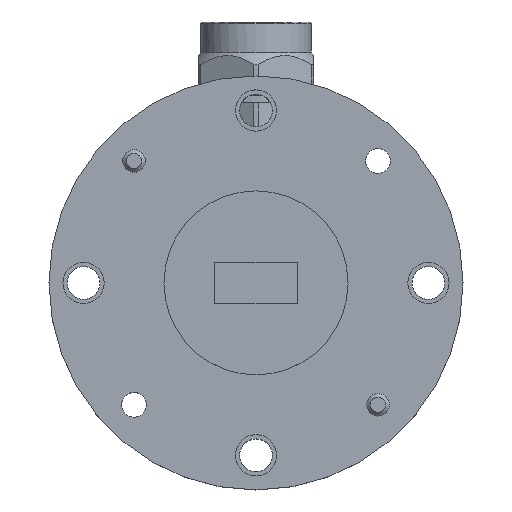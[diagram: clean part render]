
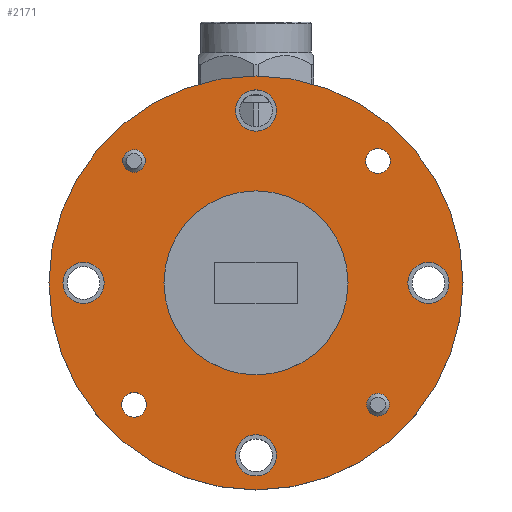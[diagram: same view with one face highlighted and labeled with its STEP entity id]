
A CAD part, top view. The second image highlights one B-rep face of the part: STEP entity #2171.
In plain terms, the highlighted planar face has unit normal (0, 0, 1).
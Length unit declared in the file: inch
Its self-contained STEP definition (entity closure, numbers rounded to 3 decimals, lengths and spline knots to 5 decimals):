
#89 = DIRECTION ( 'NONE',  ( 0., 0., 1. ) ) ;
#95 = EDGE_CURVE ( 'NONE', #3817, #3817, #2507, .T. ) ;
#98 = FACE_BOUND ( 'NONE', #630, .T. ) ;
#144 = FACE_OUTER_BOUND ( 'NONE', #2201, .T. ) ;
#190 = FACE_BOUND ( 'NONE', #1295, .T. ) ;
#207 = EDGE_LOOP ( 'NONE', ( #1419 ) ) ;
#246 = AXIS2_PLACEMENT_3D ( 'NONE', #1020, #714, #2712 ) ;
#279 = CIRCLE ( 'NONE', #931, 0.0335 ) ;
#359 = DIRECTION ( 'NONE',  ( 1., 0., 0. ) ) ;
#400 = ORIENTED_EDGE ( 'NONE', *, *, #861, .T. ) ;
#490 = EDGE_CURVE ( 'NONE', #2154, #2154, #2780, .T. ) ;
#543 = DIRECTION ( 'NONE',  ( 0., 0., 1. ) ) ;
#630 = EDGE_LOOP ( 'NONE', ( #1164 ) ) ;
#678 = AXIS2_PLACEMENT_3D ( 'NONE', #2888, #860, #2246 ) ;
#714 = DIRECTION ( 'NONE',  ( 0., 0., 1. ) ) ;
#717 = ORIENTED_EDGE ( 'NONE', *, *, #3153, .F. ) ;
#860 = DIRECTION ( 'NONE',  ( 0., 0., 1. ) ) ;
#861 = EDGE_CURVE ( 'NONE', #1937, #1937, #2146, .T. ) ;
#906 = EDGE_CURVE ( 'NONE', #1245, #1245, #2610, .T. ) ;
#931 = AXIS2_PLACEMENT_3D ( 'NONE', #3883, #1870, #1561 ) ;
#937 = EDGE_LOOP ( 'NONE', ( #717 ) ) ;
#1020 = CARTESIAN_POINT ( 'NONE',  ( 0., -0.4685, 0. ) ) ;
#1046 = CARTESIAN_POINT ( 'NONE',  ( -0.4685, 0., 0. ) ) ;
#1051 = FACE_BOUND ( 'NONE', #1866, .T. ) ;
#1111 = FACE_BOUND ( 'NONE', #207, .T. ) ;
#1143 = DIRECTION ( 'NONE',  ( 1., 0., 0. ) ) ;
#1164 = ORIENTED_EDGE ( 'NONE', *, *, #1815, .F. ) ;
#1176 = CARTESIAN_POINT ( 'NONE',  ( 0.25, 0., 0. ) ) ;
#1207 = CIRCLE ( 'NONE', #2639, 0.056 ) ;
#1245 = VERTEX_POINT ( 'NONE', #2475 ) ;
#1284 = CARTESIAN_POINT ( 'NONE',  ( 0.33128, -0.33128, 0. ) ) ;
#1295 = EDGE_LOOP ( 'NONE', ( #2734 ) ) ;
#1316 = DIRECTION ( 'NONE',  ( 1., 0., 0. ) ) ;
#1360 = EDGE_LOOP ( 'NONE', ( #1843 ) ) ;
#1419 = ORIENTED_EDGE ( 'NONE', *, *, #2770, .F. ) ;
#1440 = DIRECTION ( 'NONE',  ( 0., 0., 1. ) ) ;
#1473 = AXIS2_PLACEMENT_3D ( 'NONE', #1284, #3620, #3914 ) ;
#1486 = FACE_BOUND ( 'NONE', #2761, .T. ) ;
#1561 = DIRECTION ( 'NONE',  ( 1., 0., 0. ) ) ;
#1583 = FACE_BOUND ( 'NONE', #2961, .T. ) ;
#1722 = DIRECTION ( 'NONE',  ( 0., 0., 1. ) ) ;
#1747 = DIRECTION ( 'NONE',  ( 1., 0., 0. ) ) ;
#1800 = CIRCLE ( 'NONE', #2026, 0.25 ) ;
#1801 = ORIENTED_EDGE ( 'NONE', *, *, #2083, .F. ) ;
#1815 = EDGE_CURVE ( 'NONE', #1989, #1989, #2553, .T. ) ;
#1843 = ORIENTED_EDGE ( 'NONE', *, *, #95, .F. ) ;
#1865 = CARTESIAN_POINT ( 'NONE',  ( -0.30053, 0.33128, 0. ) ) ;
#1866 = EDGE_LOOP ( 'NONE', ( #2909 ) ) ;
#1870 = DIRECTION ( 'NONE',  ( 0., 0., 1. ) ) ;
#1898 = DIRECTION ( 'NONE',  ( 1., 0., 0. ) ) ;
#1934 = CARTESIAN_POINT ( 'NONE',  ( 0., 0., 0. ) ) ;
#1937 = VERTEX_POINT ( 'NONE', #3824 ) ;
#1989 = VERTEX_POINT ( 'NONE', #1865 ) ;
#2010 = DIRECTION ( 'NONE',  ( 1., 0., 0. ) ) ;
#2026 = AXIS2_PLACEMENT_3D ( 'NONE', #1934, #3358, #2010 ) ;
#2083 = EDGE_CURVE ( 'NONE', #3702, #3702, #2901, .T. ) ;
#2120 = FACE_BOUND ( 'NONE', #937, .T. ) ;
#2146 = CIRCLE ( 'NONE', #2776, 0.5625 ) ;
#2154 = VERTEX_POINT ( 'NONE', #2193 ) ;
#2171 = ADVANCED_FACE ( 'NONE', ( #2636, #98, #2579, #1583, #1111, #1486, #1051, #190, #2120, #144 ), #3438, .T. ) ;
#2180 = CARTESIAN_POINT ( 'NONE',  ( 0.36478, 0.33128, 0. ) ) ;
#2193 = CARTESIAN_POINT ( 'NONE',  ( 0.5245, 0., 0. ) ) ;
#2201 = EDGE_LOOP ( 'NONE', ( #400 ) ) ;
#2246 = DIRECTION ( 'NONE',  ( 1., 0., 0. ) ) ;
#2420 = CIRCLE ( 'NONE', #2790, 0.0335 ) ;
#2475 = CARTESIAN_POINT ( 'NONE',  ( 0.056, 0.4685, 0. ) ) ;
#2507 = CIRCLE ( 'NONE', #1473, 0.03075 ) ;
#2553 = CIRCLE ( 'NONE', #678, 0.03075 ) ;
#2579 = FACE_BOUND ( 'NONE', #3724, .T. ) ;
#2610 = CIRCLE ( 'NONE', #3344, 0.056 ) ;
#2636 = FACE_BOUND ( 'NONE', #1360, .T. ) ;
#2639 = AXIS2_PLACEMENT_3D ( 'NONE', #1046, #3411, #359 ) ;
#2665 = VERTEX_POINT ( 'NONE', #4166 ) ;
#2670 = CARTESIAN_POINT ( 'NONE',  ( 0.4685, 0., 0. ) ) ;
#2712 = DIRECTION ( 'NONE',  ( 1., 0., 0. ) ) ;
#2734 = ORIENTED_EDGE ( 'NONE', *, *, #2976, .F. ) ;
#2761 = EDGE_LOOP ( 'NONE', ( #3065 ) ) ;
#2770 = EDGE_CURVE ( 'NONE', #3454, #3454, #1207, .T. ) ;
#2776 = AXIS2_PLACEMENT_3D ( 'NONE', #3710, #1722, #4056 ) ;
#2780 = CIRCLE ( 'NONE', #2810, 0.056 ) ;
#2790 = AXIS2_PLACEMENT_3D ( 'NONE', #2891, #543, #1898 ) ;
#2810 = AXIS2_PLACEMENT_3D ( 'NONE', #2670, #3318, #1316 ) ;
#2832 = CARTESIAN_POINT ( 'NONE',  ( -0.4125, 0., 0. ) ) ;
#2888 = CARTESIAN_POINT ( 'NONE',  ( -0.33128, 0.33128, 0. ) ) ;
#2891 = CARTESIAN_POINT ( 'NONE',  ( -0.33128, -0.33128, 0. ) ) ;
#2901 = CIRCLE ( 'NONE', #246, 0.056 ) ;
#2909 = ORIENTED_EDGE ( 'NONE', *, *, #4162, .F. ) ;
#2961 = EDGE_LOOP ( 'NONE', ( #1801 ) ) ;
#2976 = EDGE_CURVE ( 'NONE', #2665, #2665, #2420, .T. ) ;
#3036 = VERTEX_POINT ( 'NONE', #1176 ) ;
#3042 = CARTESIAN_POINT ( 'NONE',  ( 0.36203, -0.33128, 0. ) ) ;
#3065 = ORIENTED_EDGE ( 'NONE', *, *, #490, .F. ) ;
#3153 = EDGE_CURVE ( 'NONE', #3036, #3036, #1800, .T. ) ;
#3318 = DIRECTION ( 'NONE',  ( 0., 0., 1. ) ) ;
#3344 = AXIS2_PLACEMENT_3D ( 'NONE', #3446, #89, #1143 ) ;
#3358 = DIRECTION ( 'NONE',  ( 0., 0., 1. ) ) ;
#3411 = DIRECTION ( 'NONE',  ( 0., 0., 1. ) ) ;
#3438 = PLANE ( 'NONE',  #3991 ) ;
#3446 = CARTESIAN_POINT ( 'NONE',  ( 0., 0.4685, 0. ) ) ;
#3454 = VERTEX_POINT ( 'NONE', #2832 ) ;
#3620 = DIRECTION ( 'NONE',  ( 0., 0., 1. ) ) ;
#3702 = VERTEX_POINT ( 'NONE', #3806 ) ;
#3710 = CARTESIAN_POINT ( 'NONE',  ( 0., 0., 0. ) ) ;
#3724 = EDGE_LOOP ( 'NONE', ( #3733 ) ) ;
#3733 = ORIENTED_EDGE ( 'NONE', *, *, #906, .F. ) ;
#3806 = CARTESIAN_POINT ( 'NONE',  ( 0.056, -0.4685, 0. ) ) ;
#3817 = VERTEX_POINT ( 'NONE', #3042 ) ;
#3824 = CARTESIAN_POINT ( 'NONE',  ( 0.5625, 0., 0. ) ) ;
#3883 = CARTESIAN_POINT ( 'NONE',  ( 0.33128, 0.33128, 0. ) ) ;
#3914 = DIRECTION ( 'NONE',  ( 1., 0., 0. ) ) ;
#3991 = AXIS2_PLACEMENT_3D ( 'NONE', #4139, #1440, #1747 ) ;
#4056 = DIRECTION ( 'NONE',  ( 1., 0., 0. ) ) ;
#4139 = CARTESIAN_POINT ( 'NONE',  ( 0., 0., 0. ) ) ;
#4162 = EDGE_CURVE ( 'NONE', #4333, #4333, #279, .T. ) ;
#4166 = CARTESIAN_POINT ( 'NONE',  ( -0.29778, -0.33128, 0. ) ) ;
#4333 = VERTEX_POINT ( 'NONE', #2180 ) ;
